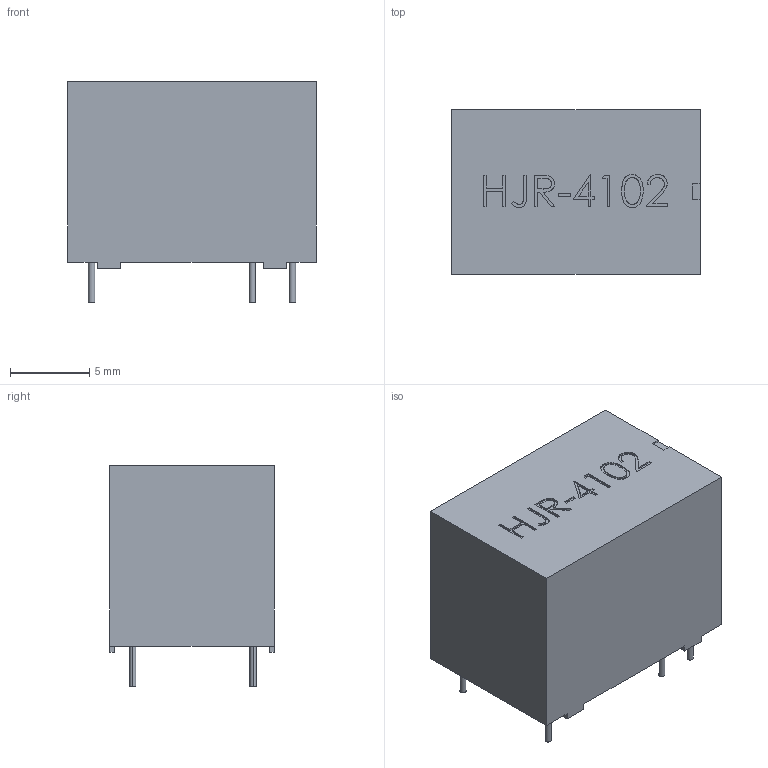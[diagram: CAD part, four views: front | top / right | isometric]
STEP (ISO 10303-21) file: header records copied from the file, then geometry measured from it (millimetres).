
FILE_DESCRIPTION (( 'STEP AP214' ), '1' );
FILE_NAME ('HJR-4102.STEP', '2008-07-28T04:24:23', ( 'Chinese User' ), ( 'Chinese ORG' ), 'SwSTEP 2.0', 'SolidWorks 2005204', '' );
FILE_SCHEMA (( 'AUTOMOTIVE_DESIGN' ));
Length unit declared in the file: millimetre
Products named in the file (1): HJR-4102
Bounding box: 15.7 x 10.4 x 13.94 mm (x, y, z)
Volume: 1863.4 mm3; surface area: 954.4 mm2
Topology: 7 solids, 7 shells, 142 faces, 351 edges, 234 vertices
Faces by surface type: plane 105, bspline 25, cylinder 12
Entity records: 7039 total; most frequent: CARTESIAN_POINT 3407, ORIENTED_EDGE 702, DIRECTION 561, EDGE_CURVE 351, VECTOR 277, LINE 277, VERTEX_POINT 234, EDGE_LOOP 153
